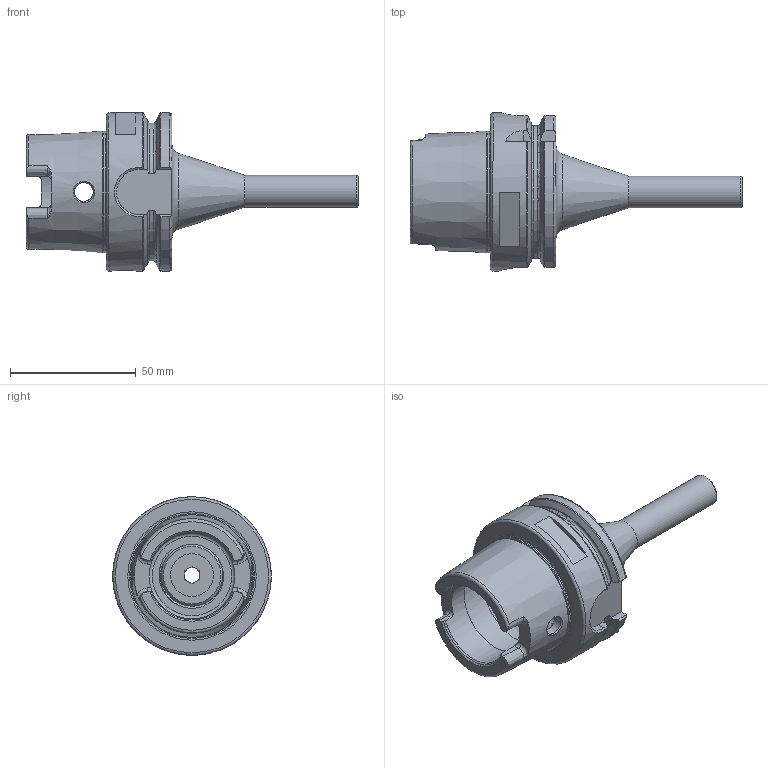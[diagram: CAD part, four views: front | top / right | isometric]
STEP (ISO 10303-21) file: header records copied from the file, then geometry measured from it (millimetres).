
FILE_DESCRIPTION(/* description */ (''),/* implementation_level */ '2;1');
FILE_NAME(/* name */ 'HSK063A-MX06-100-N v6.step',/* time_stamp */ '2023-04-29T17:47:16-05:00',/* author */ (''),/* organization */ (''),/* preprocessor_version */ 'ST-DEVELOPER v19.2',/* originating_system */ 'Autodesk Translation Framework v11.17.0.187',/* authorisation */ '');
FILE_SCHEMA (('AUTOMOTIVE_DESIGN { 1 0 10303 214 3 1 1 }'));
Length unit declared in the file: millimetre
Products named in the file (2): HSK063A-MX06-100-N; HSK063A v1
Assembly tree (1 placements, depth 2):
  HSK063A-MX06-100-N
    HSK063A v1
Bounding box: 132 x 63 x 63 mm (x, y, z)
Volume: 94885.7 mm3; surface area: 32228.8 mm2
Topology: 2 solids, 2 shells, 177 faces, 457 edges, 300 vertices
Faces by surface type: plane 64, cylinder 52, torus 26, cone 20, bspline 15
Full cylindrical faces by diameter (mm): 6.2 x1, 7.5 x2, 8 x1, 8.26 x1, 8.4 x1, 10 x1, 11 x1, 12.5 x1, 12.7 x1, 14 x1, 16 x1, 17.035 x1, 18.5 x1, 22 x2, 24.526 x6, 25.85 x1, 26.208 x7, 26.5 x1, 34 x2, 40 x1, 48.241 x1, 63 x1
Entity records: 8942 total; most frequent: CARTESIAN_POINT 4801, ORIENTED_EDGE 914, DIRECTION 766, EDGE_CURVE 457, AXIS2_PLACEMENT_3D 311, VERTEX_POINT 300, EDGE_LOOP 201, FACE_OUTER_BOUND 177
